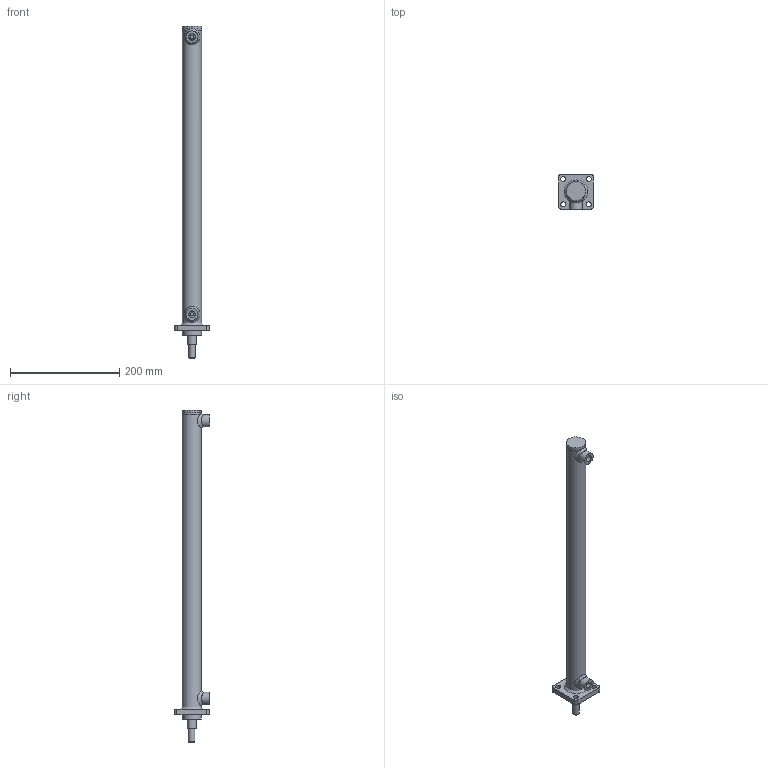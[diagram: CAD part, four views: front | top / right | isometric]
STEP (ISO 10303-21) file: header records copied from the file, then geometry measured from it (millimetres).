
FILE_DESCRIPTION(/* description */ (''),/* implementation_level */ '2;1');
FILE_NAME(/* name */ 'CY0250160450F01M12-1.stp',/* time_stamp */ '2025-11-20T10:34:29+01:00',/* author */ ('muc'),/* organization */ (''),/* preprocessor_version */ 'ST-DEVELOPER v20',/* originating_system */ 'Autodesk Inventor 2022',/* authorisation */ '');
FILE_SCHEMA (('AUTOMOTIVE_DESIGN { 1 0 10303 214 3 1 1 }'));
Length unit declared in the file: millimetre
Products named in the file (8): CY0250160450F01M12-1; CY0250160450F01M12-1_1; Bund; Flange; Indskuning; Rør; Stok; NBBORSG1-4
Assembly tree (8 placements, depth 2):
  CY0250160450F01M12-1
    CY0250160450F01M12-1_1
    Bund
    Flange
    Indskuning
    Rør
    Stok
    NBBORSG1-4  x2
Bounding box: 64 x 65.24 x 608 mm (x, y, z)
Volume: 329580.8 mm3; surface area: 134959.7 mm2
Topology: 10 solids, 10 shells, 59 faces, 126 edges, 84 vertices
Faces by surface type: cylinder 28, plane 21, cone 8, bspline 2
Full cylindrical faces by diameter (mm): 6 x2, 9 x4, 11.445 x2, 12 x1, 16 x2, 22 x4, 25 x1, 35 x5, 35.5 x1
Entity records: 3201 total; most frequent: CARTESIAN_POINT 1666, DIRECTION 278, ORIENTED_EDGE 230, AXIS2_PLACEMENT_3D 117, EDGE_CURVE 115, EDGE_LOOP 78, VERTEX_POINT 77, FACE_OUTER_BOUND 53
